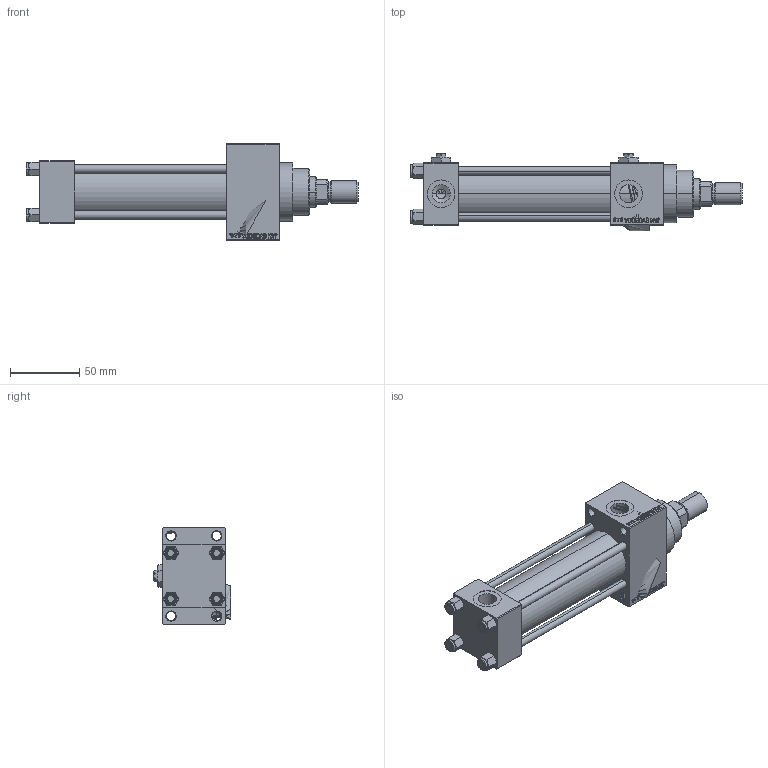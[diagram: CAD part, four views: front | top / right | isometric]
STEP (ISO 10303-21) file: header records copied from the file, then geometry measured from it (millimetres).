
FILE_DESCRIPTION (( 'STEP AP203' ), '1' );
FILE_NAME ('0f8f.STEP', '2022-04-15T08:12:35', ( '' ), ( '' ), 'SwSTEP 2.0', 'SolidWorks 2019', '' );
FILE_SCHEMA (( 'CONFIG_CONTROL_DESIGN' ));
Length unit declared in the file: millimetre
Products named in the file (8): ROD_END_AH f7c8ab6e80d8d8a6c7edabbea2a421d2; Zatka_pro_OIL_PORT f7c8ab6e80d8d8a6c7edabbea2a421d2; V215CR_D_Body f7c8ab6e80d8d8a6c7edabbea2a421d2; V215_VC_A f7c8ab6e80d8d8a6c7edabbea2a421d2; V215CR_VCP_D f7c8ab6e80d8d8a6c7edabbea2a421d2; V215CR_D_TYCINKA f7c8ab6e80d8d8a6c7edabbea2a421d2; 0f8f; NUT_M5_D f7c8ab6e80d8d8a6c7edabbea2a421d2
Assembly tree (14 placements, depth 2):
  0f8f
    V215CR_D_Body f7c8ab6e80d8d8a6c7edabbea2a421d2
    V215CR_VCP_D f7c8ab6e80d8d8a6c7edabbea2a421d2
    NUT_M5_D f7c8ab6e80d8d8a6c7edabbea2a421d2  x4
    V215CR_D_TYCINKA f7c8ab6e80d8d8a6c7edabbea2a421d2  x4
    V215_VC_A f7c8ab6e80d8d8a6c7edabbea2a421d2
    ROD_END_AH f7c8ab6e80d8d8a6c7edabbea2a421d2
    Zatka_pro_OIL_PORT f7c8ab6e80d8d8a6c7edabbea2a421d2  x2
Bounding box: 240 x 56.27 x 70 mm (x, y, z)
Volume: 295571.9 mm3; surface area: 105178.3 mm2
Topology: 14 solids, 14 shells, 1217 faces, 2999 edges, 1931 vertices
Faces by surface type: plane 546, bspline 368, cone 190, cylinder 103, torus 10
Entity records: 49635 total; most frequent: CARTESIAN_POINT 25726, ORIENTED_EDGE 5306, DIRECTION 3509, EDGE_CURVE 2653, VERTEX_POINT 1730, VECTOR 1559, LINE 1559, EDGE_LOOP 1195
